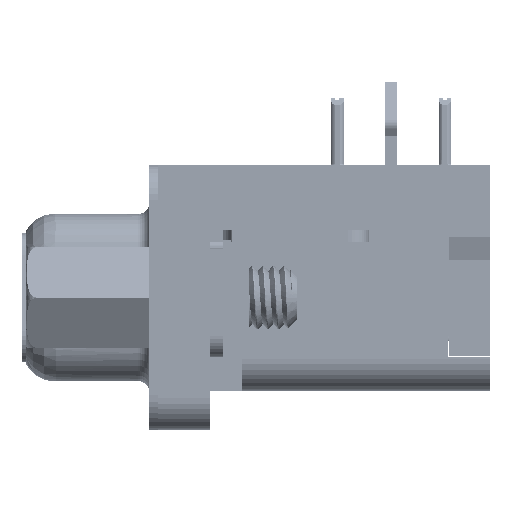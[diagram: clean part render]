
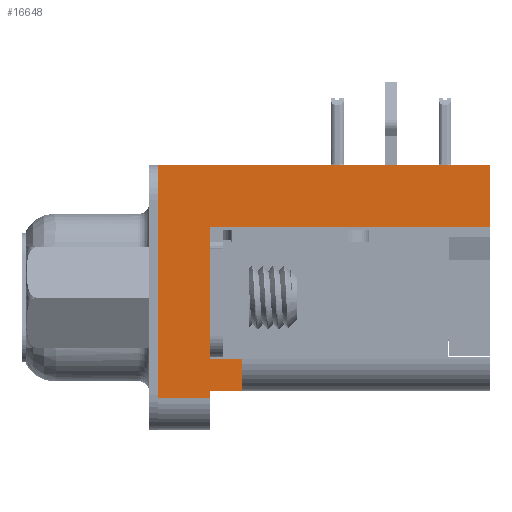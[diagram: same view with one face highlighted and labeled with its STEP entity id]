
A CAD part, left-side view. The second image highlights one B-rep face of the part: STEP entity #16648.
In plain terms, the highlighted planar face has unit normal (-1, 0, 0).
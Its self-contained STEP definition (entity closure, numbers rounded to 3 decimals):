
#34=DIRECTION('',(0.,0.,-1.));
#35=VECTOR('',#34,11.);
#36=CARTESIAN_POINT('',(-26.52,0.,6.25));
#37=LINE('',#36,#35);
#240=DIRECTION('',(0.,0.,-1.));
#241=VECTOR('',#240,0.35);
#242=CARTESIAN_POINT('',(-26.52,-2.5,-4.4));
#243=LINE('',#242,#241);
#272=DIRECTION('',(0.,0.,-1.));
#273=VECTOR('',#272,6.25);
#274=CARTESIAN_POINT('',(-26.52,-2.5,3.35));
#275=LINE('',#274,#273);
#302=DIRECTION('',(0.,-1.,0.));
#303=VECTOR('',#302,1.5);
#304=CARTESIAN_POINT('',(-26.52,-2.5,-4.4));
#305=LINE('',#304,#303);
#319=DIRECTION('',(0.,0.,-1.));
#320=VECTOR('',#319,1.5);
#321=CARTESIAN_POINT('',(-26.52,-4.,-2.9));
#322=LINE('',#321,#320);
#339=DIRECTION('',(0.,-1.,0.));
#340=VECTOR('',#339,15.7);
#341=CARTESIAN_POINT('',(-26.52,0.,6.25));
#342=LINE('',#341,#340);
#343=DIRECTION('',(0.,-1.,0.));
#344=VECTOR('',#343,13.2);
#345=CARTESIAN_POINT('',(-26.52,-2.5,3.35));
#346=LINE('',#345,#344);
#347=DIRECTION('',(0.,-1.,0.));
#348=VECTOR('',#347,1.5);
#349=CARTESIAN_POINT('',(-26.52,-2.5,-2.9));
#350=LINE('',#349,#348);
#351=DIRECTION('',(0.,-1.,0.));
#352=VECTOR('',#351,2.5);
#353=CARTESIAN_POINT('',(-26.52,0.,-4.75));
#354=LINE('',#353,#352);
#12517=DIRECTION('',(0.,0.,1.));
#12518=VECTOR('',#12517,2.9);
#12519=CARTESIAN_POINT('',(-26.52,-15.7,3.35));
#12520=LINE('',#12519,#12518);
#12784=CARTESIAN_POINT('',(-26.52,-2.5,-4.75));
#12786=VERTEX_POINT('',#12784);
#12790=CARTESIAN_POINT('',(-26.52,0.,-4.75));
#12791=VERTEX_POINT('',#12790);
#12800=CARTESIAN_POINT('',(-26.52,0.,6.25));
#12801=VERTEX_POINT('',#12800);
#15939=CARTESIAN_POINT('',(-26.52,-4.,-2.9));
#15940=CARTESIAN_POINT('',(-26.52,-4.,-4.4));
#15941=VERTEX_POINT('',#15939);
#15942=VERTEX_POINT('',#15940);
#15943=CARTESIAN_POINT('',(-26.52,-2.5,-2.9));
#15945=VERTEX_POINT('',#15943);
#15959=CARTESIAN_POINT('',(-26.52,-2.5,-4.4));
#15960=VERTEX_POINT('',#15959);
#15969=CARTESIAN_POINT('',(-26.52,-15.7,6.25));
#15971=VERTEX_POINT('',#15969);
#15973=CARTESIAN_POINT('',(-26.52,-15.7,3.35));
#15974=VERTEX_POINT('',#15973);
#15979=CARTESIAN_POINT('',(-26.52,-2.5,3.35));
#15981=VERTEX_POINT('',#15979);
#16626=CARTESIAN_POINT('',(-26.52,0.,-6.25));
#16627=DIRECTION('',(-1.,0.,0.));
#16628=DIRECTION('',(0.,0.,1.));
#16629=AXIS2_PLACEMENT_3D('',#16626,#16627,#16628);
#16630=PLANE('',#16629);
#16632=ORIENTED_EDGE('',*,*,#16631,.T.);
#16634=ORIENTED_EDGE('',*,*,#16633,.F.);
#16636=ORIENTED_EDGE('',*,*,#16635,.F.);
#16637=ORIENTED_EDGE('',*,*,#16522,.T.);
#16639=ORIENTED_EDGE('',*,*,#16638,.T.);
#16640=ORIENTED_EDGE('',*,*,#16603,.T.);
#16641=ORIENTED_EDGE('',*,*,#16571,.F.);
#16642=ORIENTED_EDGE('',*,*,#16486,.T.);
#16644=ORIENTED_EDGE('',*,*,#16643,.F.);
#16645=ORIENTED_EDGE('',*,*,#16286,.F.);
#16646=EDGE_LOOP('',(#16632,#16634,#16636,#16637,#16639,#16640,#16641,#16642,
#16644,#16645));
#16647=FACE_OUTER_BOUND('',#16646,.F.);
#16286=EDGE_CURVE('',#12801,#12791,#37,.T.);
#16486=EDGE_CURVE('',#15960,#12786,#243,.T.);
#16522=EDGE_CURVE('',#15981,#15945,#275,.T.);
#16571=EDGE_CURVE('',#15960,#15942,#305,.T.);
#16603=EDGE_CURVE('',#15941,#15942,#322,.T.);
#16631=EDGE_CURVE('',#12801,#15971,#342,.T.);
#16633=EDGE_CURVE('',#15974,#15971,#12520,.T.);
#16635=EDGE_CURVE('',#15981,#15974,#346,.T.);
#16638=EDGE_CURVE('',#15945,#15941,#350,.T.);
#16643=EDGE_CURVE('',#12791,#12786,#354,.T.);
#16648=ADVANCED_FACE('',(#16647),#16630,.T.);
